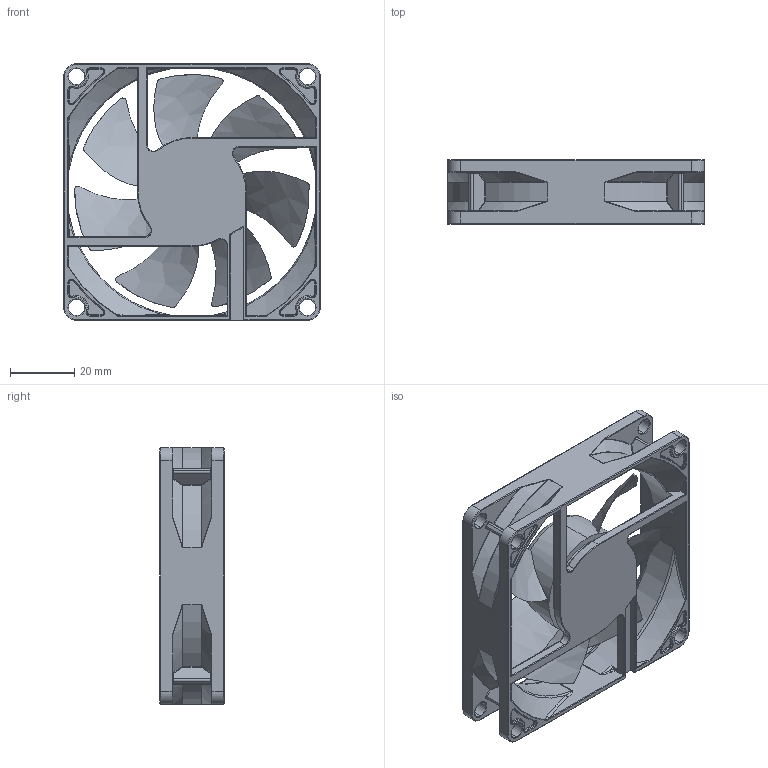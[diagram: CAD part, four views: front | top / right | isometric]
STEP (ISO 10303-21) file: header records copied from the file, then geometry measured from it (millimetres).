
FILE_DESCRIPTION (( 'STEP AP214' ), '1' );
FILE_NAME ('Fan_Assembly.STEP', '2019-09-29T20:54:48', ( '' ), ( '' ), 'SwSTEP 2.0', 'SolidWorks 2017', '' );
FILE_SCHEMA (( 'AUTOMOTIVE_DESIGN' ));
Length unit declared in the file: millimetre
Products named in the file (3): Fan; Fan_Case; Fan_Assembly
Assembly tree (2 placements, depth 2):
  Fan_Assembly
    Fan_Case
    Fan
Bounding box: 80 x 20 x 80 mm (x, y, z)
Volume: 29388.3 mm3; surface area: 30572.5 mm2
Topology: 2 solids, 2 shells, 766 faces, 1817 edges, 1045 vertices
Faces by surface type: cylinder 274, torus 241, bspline 118, plane 77, cone 32, sphere 24
Entity records: 25553 total; most frequent: CARTESIAN_POINT 8379, DIRECTION 3735, ORIENTED_EDGE 3586, EDGE_CURVE 1793, AXIS2_PLACEMENT_3D 1639, VERTEX_POINT 1045, CIRCLE 986, EDGE_LOOP 804
